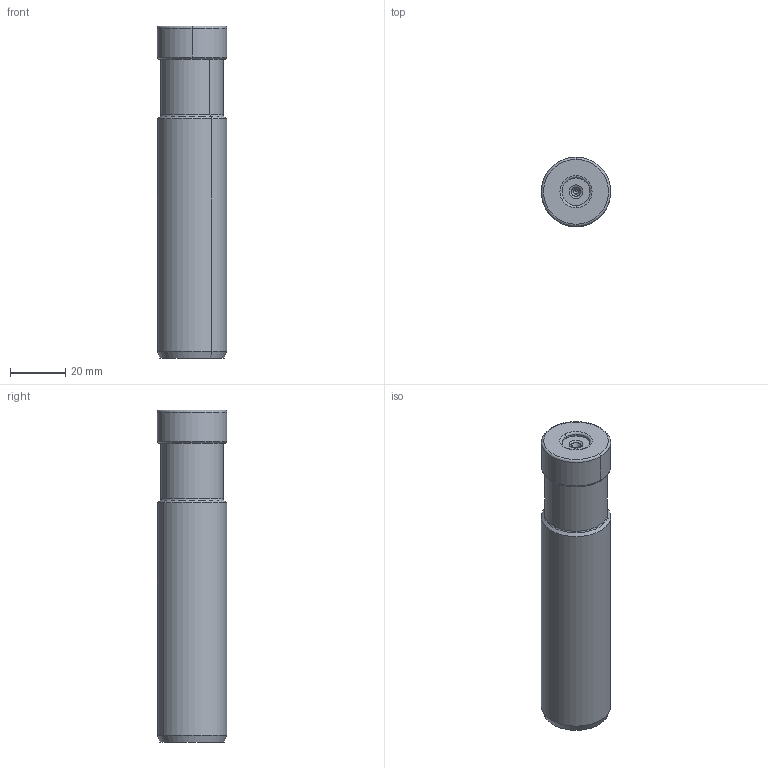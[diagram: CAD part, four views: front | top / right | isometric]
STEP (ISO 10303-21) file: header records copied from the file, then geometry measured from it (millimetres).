
FILE_DESCRIPTION((''),'2;1');
FILE_NAME('607627259-000-00-E43_ASM','2021-11-30T13:37:48',('schmiedtm'),(''),'CREO PARAMETRIC BY PTC INC, 2019030','CREO PARAMETRIC BY PTC INC, 2019030','');
FILE_SCHEMA(('AP242_MANAGED_MODEL_BASED_3D_ENGINEERING_MIM_LF { 1 0 10303 442 1 1 4 }'));
Length unit declared in the file: millimetre
Products named in the file (3): 607627259-000-00-E43-NOCUT; 607627259-000-00-E43-CUT; 607627259-000-00-E43_ASM
Assembly tree (2 placements, depth 2):
  607627259-000-00-E43_ASM
    607627259-000-00-E43-NOCUT
    607627259-000-00-E43-CUT
Bounding box: 25 x 25 x 119.75 mm (x, y, z)
Volume: 59811.6 mm3; surface area: 11955.6 mm2
Topology: 2 solids, 2 shells, 54 faces, 108 edges, 59 vertices
Faces by surface type: torus 22, cone 16, cylinder 10, plane 6
Entity records: 2389 total; most frequent: DIRECTION 355, CARTESIAN_POINT 262, ORIENTED_EDGE 212, AXIS2_PLACEMENT_3D 163, PRESENTATION_STYLE_ASSIGNMENT 120, STYLED_ITEM 120, CURVE_STYLE 115, EDGE_CURVE 106
